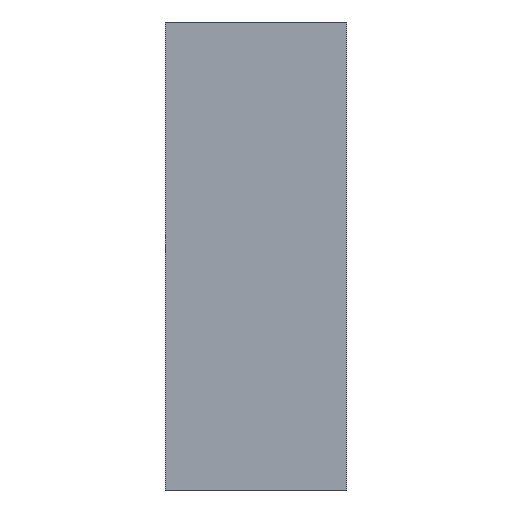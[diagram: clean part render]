
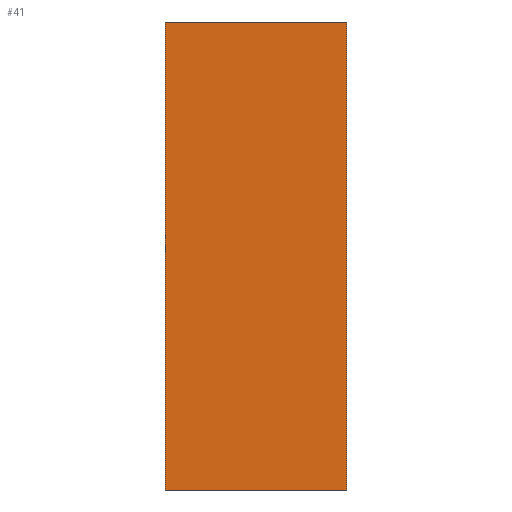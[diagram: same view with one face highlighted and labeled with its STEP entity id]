
A CAD part, left-side view. The second image highlights one B-rep face of the part: STEP entity #41.
In plain terms, the highlighted planar face has unit normal (-1, 0, 0).
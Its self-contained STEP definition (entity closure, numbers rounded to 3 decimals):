
#41=ADVANCED_FACE('',(#62),#52,.F.);
#52=PLANE('',#276);
#62=FACE_OUTER_BOUND('',#70,.T.);
#70=EDGE_LOOP('',(#87,#88,#89,#90));
#87=ORIENTED_EDGE('',*,*,#157,.T.);
#88=ORIENTED_EDGE('',*,*,#155,.F.);
#89=ORIENTED_EDGE('',*,*,#158,.F.);
#90=ORIENTED_EDGE('',*,*,#159,.T.);
#137=VERTEX_POINT('',#357);
#138=VERTEX_POINT('',#359);
#139=VERTEX_POINT('',#363);
#140=VERTEX_POINT('',#365);
#155=EDGE_CURVE('',#137,#138,#202,.T.);
#157=EDGE_CURVE('',#139,#138,#204,.T.);
#158=EDGE_CURVE('',#140,#137,#205,.T.);
#159=EDGE_CURVE('',#140,#139,#206,.T.);
#202=LINE('',#358,#230);
#204=LINE('',#362,#232);
#205=LINE('',#364,#233);
#206=LINE('',#366,#234);
#230=VECTOR('',#298,1.);
#232=VECTOR('',#302,1.);
#233=VECTOR('',#303,1.);
#234=VECTOR('',#304,1.);
#276=AXIS2_PLACEMENT_3D('',#367,#305,#306);
#298=DIRECTION('',(0.,1.,0.));
#302=DIRECTION('',(0.,0.,-1.));
#303=DIRECTION('',(0.,0.,-1.));
#304=DIRECTION('',(0.,1.,0.));
#305=DIRECTION('',(1.,0.,0.));
#306=DIRECTION('',(0.,0.,-1.));
#357=CARTESIAN_POINT('',(-35.,-40.,-25.));
#358=CARTESIAN_POINT('',(-35.,-40.,-25.));
#359=CARTESIAN_POINT('',(-35.,0.,-25.));
#362=CARTESIAN_POINT('',(-35.,0.,78.));
#363=CARTESIAN_POINT('',(-35.,0.,78.));
#364=CARTESIAN_POINT('',(-35.,-40.,78.));
#365=CARTESIAN_POINT('',(-35.,-40.,78.));
#366=CARTESIAN_POINT('',(-35.,-40.,78.));
#367=CARTESIAN_POINT('',(-35.,-40.,78.));
